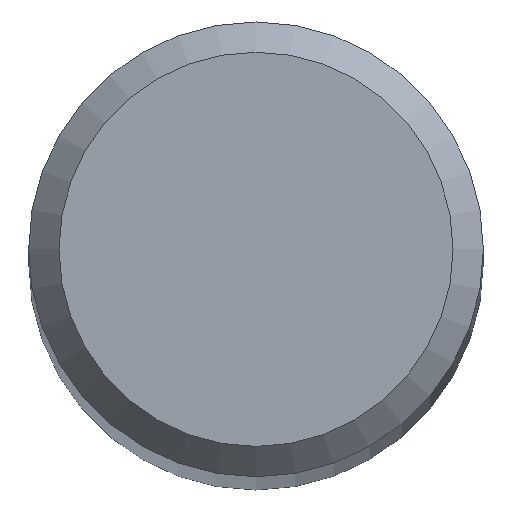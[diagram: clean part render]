
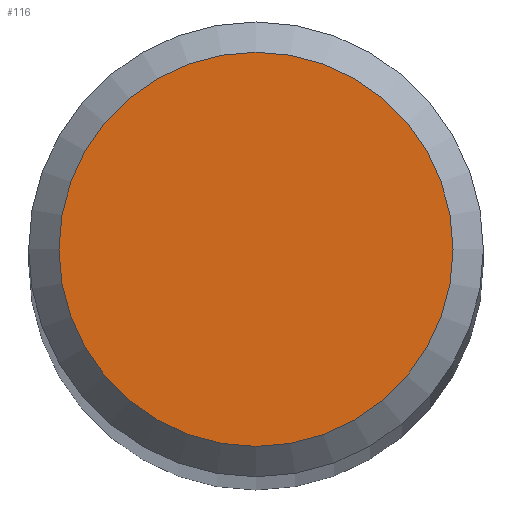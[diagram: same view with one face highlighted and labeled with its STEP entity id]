
A CAD part, top view. The second image highlights one B-rep face of the part: STEP entity #116.
In plain terms, the highlighted planar face has unit normal (0, 0, 1).
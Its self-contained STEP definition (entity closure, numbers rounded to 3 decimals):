
#21 = CIRCLE ( 'NONE', #189, 1.3 ) ;
#24 = FACE_OUTER_BOUND ( 'NONE', #63, .T. ) ;
#28 = DIRECTION ( 'NONE',  ( 0., 1., 0. ) ) ;
#38 = ORIENTED_EDGE ( 'NONE', *, *, #97, .F. ) ;
#39 = DIRECTION ( 'NONE',  ( 0., 0., -1. ) ) ;
#40 = CARTESIAN_POINT ( 'NONE',  ( 0., 0., 60. ) ) ;
#45 = CARTESIAN_POINT ( 'NONE',  ( 0., 1.3, 60. ) ) ;
#63 = EDGE_LOOP ( 'NONE', ( #38 ) ) ;
#97 = EDGE_CURVE ( 'NONE', #132, #132, #21, .T. ) ;
#104 = DIRECTION ( 'NONE',  ( 0., 1., 0. ) ) ;
#116 = ADVANCED_FACE ( 'NONE', ( #24 ), #141, .F. ) ;
#127 = AXIS2_PLACEMENT_3D ( 'NONE', #40, #183, #28 ) ;
#132 = VERTEX_POINT ( 'NONE', #45 ) ;
#141 = PLANE ( 'NONE',  #127 ) ;
#163 = CARTESIAN_POINT ( 'NONE',  ( 0., 0., 60. ) ) ;
#183 = DIRECTION ( 'NONE',  ( 0., 0., -1. ) ) ;
#189 = AXIS2_PLACEMENT_3D ( 'NONE', #163, #39, #104 ) ;
